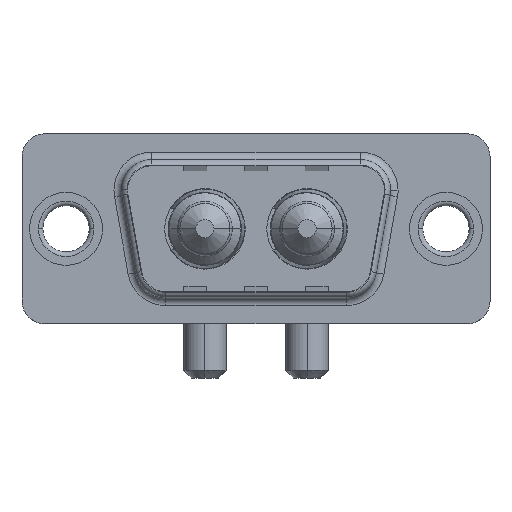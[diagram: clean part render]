
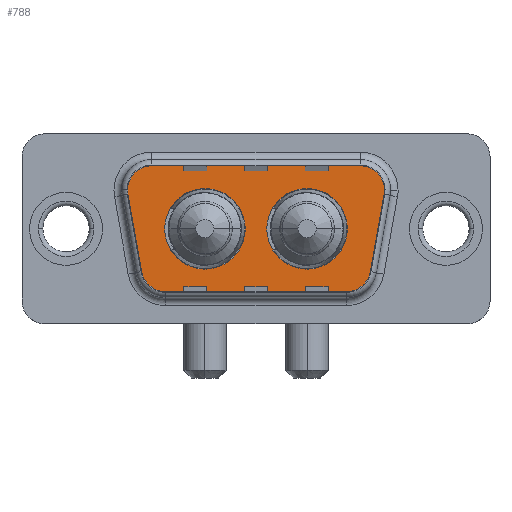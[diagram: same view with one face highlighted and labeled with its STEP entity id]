
A CAD part, top view. The second image highlights one B-rep face of the part: STEP entity #788.
In plain terms, the highlighted planar face has unit normal (0, 0, 1).
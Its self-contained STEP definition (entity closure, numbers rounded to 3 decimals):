
#30 = ORIENTED_EDGE ( 'NONE', *, *, #629, .T. ) ;
#112 = EDGE_CURVE ( 'NONE', #7567, #6158, #1462, .T. ) ;
#189 = DIRECTION ( 'NONE',  ( 0., 0., 1. ) ) ;
#258 = FACE_BOUND ( 'NONE', #2144, .T. ) ;
#262 = CARTESIAN_POINT ( 'NONE',  ( 18.541, -2.9, 0. ) ) ;
#400 = DIRECTION ( 'NONE',  ( 0., 0., 1. ) ) ;
#452 = DIRECTION ( 'NONE',  ( 1., 0., 0. ) ) ;
#526 = EDGE_CURVE ( 'NONE', #8968, #9363, #559, .T. ) ;
#559 = LINE ( 'NONE', #6535, #6581 ) ;
#579 = EDGE_CURVE ( 'NONE', #8161, #2650, #5016, .T. ) ;
#598 = DIRECTION ( 'NONE',  ( 0., 0., 1. ) ) ;
#617 = CARTESIAN_POINT ( 'NONE',  ( 5.436, 4.9, 0. ) ) ;
#629 = EDGE_CURVE ( 'NONE', #6158, #3517, #7833, .T. ) ;
#702 = CIRCLE ( 'NONE', #2113, 2. ) ;
#781 = EDGE_CURVE ( 'NONE', #3517, #936, #1864, .T. ) ;
#788 = ADVANCED_FACE ( 'NONE', ( #258, #3370, #1918 ), #4208, .T. ) ;
#936 = VERTEX_POINT ( 'NONE', #5036 ) ;
#1013 = CARTESIAN_POINT ( 'NONE',  ( 21.534, 2.553, 0. ) ) ;
#1194 = DIRECTION ( 'NONE',  ( 0.174, -0.985, 0. ) ) ;
#1446 = DIRECTION ( 'NONE',  ( 0., 0., 1. ) ) ;
#1462 = LINE ( 'NONE', #617, #7332 ) ;
#1474 = VERTEX_POINT ( 'NONE', #3137 ) ;
#1644 = DIRECTION ( 'NONE',  ( 1., 0., 0. ) ) ;
#1687 = CARTESIAN_POINT ( 'NONE',  ( 5.436, 2.9, 0. ) ) ;
#1864 = LINE ( 'NONE', #3454, #4541 ) ;
#1893 = VECTOR ( 'NONE', #452, 1000. ) ;
#1918 = FACE_OUTER_BOUND ( 'NONE', #7563, .T. ) ;
#2019 = LINE ( 'NONE', #5684, #1893 ) ;
#2113 = AXIS2_PLACEMENT_3D ( 'NONE', #5095, #598, #5145 ) ;
#2144 = EDGE_LOOP ( 'NONE', ( #8570, #4988 ) ) ;
#2182 = AXIS2_PLACEMENT_3D ( 'NONE', #5590, #400, #5492 ) ;
#2221 = DIRECTION ( 'NONE',  ( 1., 0., 0. ) ) ;
#2327 = AXIS2_PLACEMENT_3D ( 'NONE', #5108, #1446, #7473 ) ;
#2373 = EDGE_CURVE ( 'NONE', #9363, #1474, #4645, .T. ) ;
#2393 = DIRECTION ( 'NONE',  ( -1., 0., 0. ) ) ;
#2522 = CARTESIAN_POINT ( 'NONE',  ( 9.14, 0., 0. ) ) ;
#2573 = CIRCLE ( 'NONE', #8085, 2.65 ) ;
#2594 = CARTESIAN_POINT ( 'NONE',  ( 15.86, 0., 0. ) ) ;
#2650 = VERTEX_POINT ( 'NONE', #6220 ) ;
#2941 = ORIENTED_EDGE ( 'NONE', *, *, #579, .F. ) ;
#3088 = ORIENTED_EDGE ( 'NONE', *, *, #4034, .F. ) ;
#3137 = CARTESIAN_POINT ( 'NONE',  ( 21.564, 2.9, 0. ) ) ;
#3249 = ORIENTED_EDGE ( 'NONE', *, *, #7704, .T. ) ;
#3364 = DIRECTION ( 'NONE',  ( 0., 0., 1. ) ) ;
#3368 = AXIS2_PLACEMENT_3D ( 'NONE', #7157, #3364, #8739 ) ;
#3370 = FACE_BOUND ( 'NONE', #5828, .T. ) ;
#3454 = CARTESIAN_POINT ( 'NONE',  ( 3.466, 2.553, 0. ) ) ;
#3517 = VERTEX_POINT ( 'NONE', #4103 ) ;
#3572 = DIRECTION ( 'NONE',  ( 0.174, 0.985, 0. ) ) ;
#3632 = DIRECTION ( 'NONE',  ( -1., 0., 0. ) ) ;
#3762 = VERTEX_POINT ( 'NONE', #5873 ) ;
#3825 = CIRCLE ( 'NONE', #8858, 2. ) ;
#4034 = EDGE_CURVE ( 'NONE', #2650, #8161, #9193, .T. ) ;
#4041 = ORIENTED_EDGE ( 'NONE', *, *, #9394, .T. ) ;
#4053 = ORIENTED_EDGE ( 'NONE', *, *, #526, .T. ) ;
#4103 = CARTESIAN_POINT ( 'NONE',  ( 3.466, 2.553, 0. ) ) ;
#4208 = PLANE ( 'NONE',  #2182 ) ;
#4420 = CARTESIAN_POINT ( 'NONE',  ( 18.51, 0., 0. ) ) ;
#4541 = VECTOR ( 'NONE', #1194, 1000. ) ;
#4645 = CIRCLE ( 'NONE', #3368, 2. ) ;
#4988 = ORIENTED_EDGE ( 'NONE', *, *, #7783, .F. ) ;
#5016 = CIRCLE ( 'NONE', #2327, 2.65 ) ;
#5036 = CARTESIAN_POINT ( 'NONE',  ( 4.489, -3.247, 0. ) ) ;
#5070 = VERTEX_POINT ( 'NONE', #6543 ) ;
#5095 = CARTESIAN_POINT ( 'NONE',  ( 6.459, -2.9, 0. ) ) ;
#5096 = CIRCLE ( 'NONE', #8093, 2. ) ;
#5108 = CARTESIAN_POINT ( 'NONE',  ( 9.14, 0., 0. ) ) ;
#5126 = CARTESIAN_POINT ( 'NONE',  ( 19.564, 4.9, 0. ) ) ;
#5145 = DIRECTION ( 'NONE',  ( -1., 0., 0. ) ) ;
#5326 = VERTEX_POINT ( 'NONE', #4420 ) ;
#5492 = DIRECTION ( 'NONE',  ( 1., 0., 0. ) ) ;
#5543 = DIRECTION ( 'NONE',  ( 1., 0., 0. ) ) ;
#5552 = EDGE_CURVE ( 'NONE', #5070, #3762, #2019, .T. ) ;
#5590 = CARTESIAN_POINT ( 'NONE',  ( 18.541, -2.9, 0. ) ) ;
#5684 = CARTESIAN_POINT ( 'NONE',  ( 6.459, -4.9, 0. ) ) ;
#5776 = ORIENTED_EDGE ( 'NONE', *, *, #2373, .T. ) ;
#5828 = EDGE_LOOP ( 'NONE', ( #2941, #3088 ) ) ;
#5863 = AXIS2_PLACEMENT_3D ( 'NONE', #2522, #7710, #5543 ) ;
#5873 = CARTESIAN_POINT ( 'NONE',  ( 18.541, -4.9, 0. ) ) ;
#6114 = AXIS2_PLACEMENT_3D ( 'NONE', #1687, #7518, #1644 ) ;
#6158 = VERTEX_POINT ( 'NONE', #8013 ) ;
#6189 = DIRECTION ( 'NONE',  ( 1., 0., 0. ) ) ;
#6209 = AXIS2_PLACEMENT_3D ( 'NONE', #2594, #7820, #6538 ) ;
#6220 = CARTESIAN_POINT ( 'NONE',  ( 6.49, 0., 0. ) ) ;
#6461 = VERTEX_POINT ( 'NONE', #7719 ) ;
#6535 = CARTESIAN_POINT ( 'NONE',  ( 21.534, 2.553, 0. ) ) ;
#6538 = DIRECTION ( 'NONE',  ( 1., 0., 0. ) ) ;
#6543 = CARTESIAN_POINT ( 'NONE',  ( 6.459, -4.9, 0. ) ) ;
#6581 = VECTOR ( 'NONE', #3572, 1000. ) ;
#6678 = CIRCLE ( 'NONE', #6209, 2.65 ) ;
#6992 = ORIENTED_EDGE ( 'NONE', *, *, #112, .T. ) ;
#7157 = CARTESIAN_POINT ( 'NONE',  ( 19.564, 2.9, 0. ) ) ;
#7255 = EDGE_CURVE ( 'NONE', #5326, #6461, #2573, .T. ) ;
#7332 = VECTOR ( 'NONE', #3632, 1000. ) ;
#7473 = DIRECTION ( 'NONE',  ( 1., 0., 0. ) ) ;
#7518 = DIRECTION ( 'NONE',  ( 0., 0., 1. ) ) ;
#7563 = EDGE_LOOP ( 'NONE', ( #4041, #4053, #5776, #3249, #6992, #30, #9076, #9530, #8865 ) ) ;
#7567 = VERTEX_POINT ( 'NONE', #5126 ) ;
#7575 = DIRECTION ( 'NONE',  ( 0., 0., 1. ) ) ;
#7704 = EDGE_CURVE ( 'NONE', #1474, #7567, #5096, .T. ) ;
#7710 = DIRECTION ( 'NONE',  ( 0., 0., 1. ) ) ;
#7719 = CARTESIAN_POINT ( 'NONE',  ( 13.21, 0., 0. ) ) ;
#7724 = CARTESIAN_POINT ( 'NONE',  ( 20.511, -3.247, 0. ) ) ;
#7783 = EDGE_CURVE ( 'NONE', #6461, #5326, #6678, .T. ) ;
#7820 = DIRECTION ( 'NONE',  ( 0., 0., 1. ) ) ;
#7833 = CIRCLE ( 'NONE', #6114, 2. ) ;
#7951 = CARTESIAN_POINT ( 'NONE',  ( 11.79, 0., 0. ) ) ;
#8013 = CARTESIAN_POINT ( 'NONE',  ( 5.436, 4.9, 0. ) ) ;
#8085 = AXIS2_PLACEMENT_3D ( 'NONE', #8522, #189, #2221 ) ;
#8093 = AXIS2_PLACEMENT_3D ( 'NONE', #9167, #7575, #2393 ) ;
#8161 = VERTEX_POINT ( 'NONE', #7951 ) ;
#8393 = EDGE_CURVE ( 'NONE', #936, #5070, #702, .T. ) ;
#8522 = CARTESIAN_POINT ( 'NONE',  ( 15.86, 0., 0. ) ) ;
#8555 = DIRECTION ( 'NONE',  ( 0., 0., 1. ) ) ;
#8570 = ORIENTED_EDGE ( 'NONE', *, *, #7255, .F. ) ;
#8739 = DIRECTION ( 'NONE',  ( -1., 0., 0. ) ) ;
#8858 = AXIS2_PLACEMENT_3D ( 'NONE', #262, #8555, #6189 ) ;
#8865 = ORIENTED_EDGE ( 'NONE', *, *, #5552, .T. ) ;
#8968 = VERTEX_POINT ( 'NONE', #7724 ) ;
#9076 = ORIENTED_EDGE ( 'NONE', *, *, #781, .T. ) ;
#9167 = CARTESIAN_POINT ( 'NONE',  ( 19.564, 2.9, 0. ) ) ;
#9193 = CIRCLE ( 'NONE', #5863, 2.65 ) ;
#9363 = VERTEX_POINT ( 'NONE', #1013 ) ;
#9394 = EDGE_CURVE ( 'NONE', #3762, #8968, #3825, .T. ) ;
#9530 = ORIENTED_EDGE ( 'NONE', *, *, #8393, .T. ) ;
